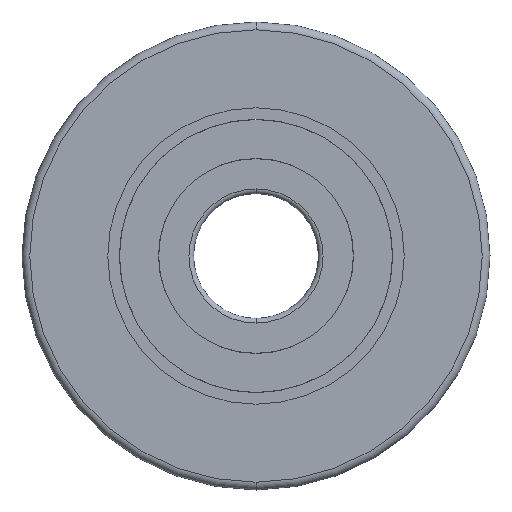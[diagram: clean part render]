
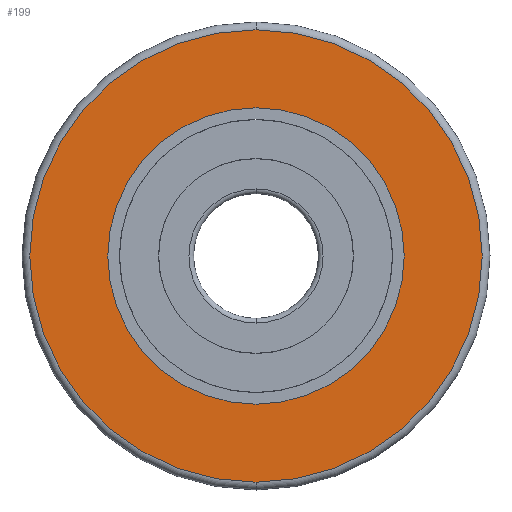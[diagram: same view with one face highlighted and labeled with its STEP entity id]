
A CAD part, left-side view. The second image highlights one B-rep face of the part: STEP entity #199.
In plain terms, the highlighted planar face has unit normal (-1, 0, 0).
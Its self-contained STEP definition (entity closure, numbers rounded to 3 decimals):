
#10 = DIRECTION ( 'NONE',  ( 0., 1., 0. ) ) ;
#23 = DIRECTION ( 'NONE',  ( 1., 0., 0. ) ) ;
#181 = FACE_OUTER_BOUND ( 'NONE', #610, .T. ) ;
#199 = ADVANCED_FACE ( 'NONE', ( #2646, #181 ), #2140, .T. ) ;
#244 = CIRCLE ( 'NONE', #2323, 14.5 ) ;
#287 = EDGE_CURVE ( 'NONE', #3026, #1879, #3024, .T. ) ;
#309 = CARTESIAN_POINT ( 'NONE',  ( -5.5, 0., 0. ) ) ;
#361 = DIRECTION ( 'NONE',  ( 1., 0., 0. ) ) ;
#463 = DIRECTION ( 'NONE',  ( 0., 0., 1. ) ) ;
#515 = ORIENTED_EDGE ( 'NONE', *, *, #1551, .T. ) ;
#610 = EDGE_LOOP ( 'NONE', ( #2658, #2597 ) ) ;
#721 = CARTESIAN_POINT ( 'NONE',  ( -5.5, -9.5, 0. ) ) ;
#893 = DIRECTION ( 'NONE',  ( 1., 0., 0. ) ) ;
#1128 = AXIS2_PLACEMENT_3D ( 'NONE', #2753, #361, #1330 ) ;
#1330 = DIRECTION ( 'NONE',  ( 0., 1., 0. ) ) ;
#1384 = CARTESIAN_POINT ( 'NONE',  ( -5.5, 0., 0. ) ) ;
#1389 = CARTESIAN_POINT ( 'NONE',  ( -5.5, 0., 14.5 ) ) ;
#1404 = CARTESIAN_POINT ( 'NONE',  ( -5.5, 0., 0. ) ) ;
#1417 = DIRECTION ( 'NONE',  ( 0., 1., 0. ) ) ;
#1418 = CARTESIAN_POINT ( 'NONE',  ( -5.5, 12., 0. ) ) ;
#1551 = EDGE_CURVE ( 'NONE', #2286, #1727, #1931, .T. ) ;
#1641 = AXIS2_PLACEMENT_3D ( 'NONE', #1384, #3065, #1889 ) ;
#1727 = VERTEX_POINT ( 'NONE', #721 ) ;
#1879 = VERTEX_POINT ( 'NONE', #3064 ) ;
#1889 = DIRECTION ( 'NONE',  ( 0., 1., 0. ) ) ;
#1931 = CIRCLE ( 'NONE', #1128, 9.5 ) ;
#1960 = ORIENTED_EDGE ( 'NONE', *, *, #3039, .T. ) ;
#2131 = EDGE_CURVE ( 'NONE', #1879, #3026, #244, .T. ) ;
#2140 = PLANE ( 'NONE',  #2451 ) ;
#2285 = CIRCLE ( 'NONE', #2589, 9.5 ) ;
#2286 = VERTEX_POINT ( 'NONE', #2426 ) ;
#2323 = AXIS2_PLACEMENT_3D ( 'NONE', #309, #23, #10 ) ;
#2426 = CARTESIAN_POINT ( 'NONE',  ( -5.5, 9.5, 0. ) ) ;
#2451 = AXIS2_PLACEMENT_3D ( 'NONE', #1418, #3117, #463 ) ;
#2589 = AXIS2_PLACEMENT_3D ( 'NONE', #1404, #893, #1417 ) ;
#2597 = ORIENTED_EDGE ( 'NONE', *, *, #287, .F. ) ;
#2646 = FACE_BOUND ( 'NONE', #3053, .T. ) ;
#2658 = ORIENTED_EDGE ( 'NONE', *, *, #2131, .F. ) ;
#2753 = CARTESIAN_POINT ( 'NONE',  ( -5.5, 0., 0. ) ) ;
#3024 = CIRCLE ( 'NONE', #1641, 14.5 ) ;
#3026 = VERTEX_POINT ( 'NONE', #1389 ) ;
#3039 = EDGE_CURVE ( 'NONE', #1727, #2286, #2285, .T. ) ;
#3053 = EDGE_LOOP ( 'NONE', ( #515, #1960 ) ) ;
#3064 = CARTESIAN_POINT ( 'NONE',  ( -5.5, 0., -14.5 ) ) ;
#3065 = DIRECTION ( 'NONE',  ( 1., 0., 0. ) ) ;
#3117 = DIRECTION ( 'NONE',  ( -1., 0., 0. ) ) ;
